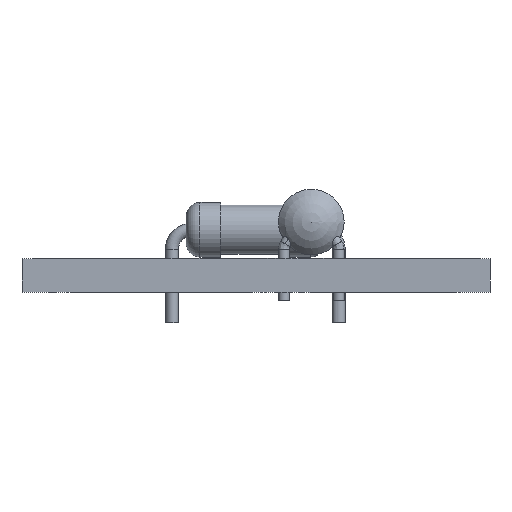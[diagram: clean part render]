
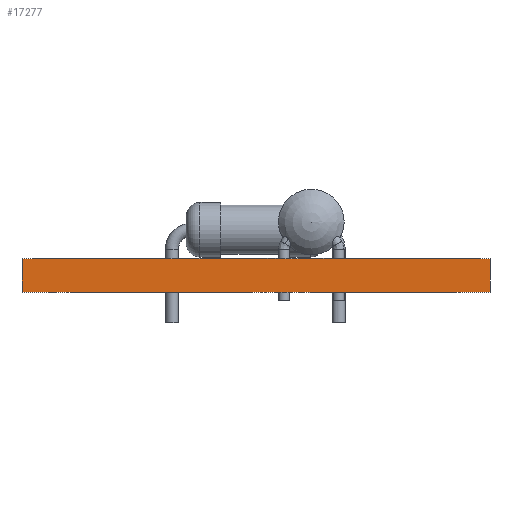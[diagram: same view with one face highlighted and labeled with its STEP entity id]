
A CAD part, front view. The second image highlights one B-rep face of the part: STEP entity #17277.
In plain terms, the highlighted planar face has unit normal (0, -1, 0).
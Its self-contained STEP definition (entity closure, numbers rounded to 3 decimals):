
#17277 = ADVANCED_FACE('',(#17278),#17312,.T.);
#17278 = FACE_BOUND('',#17279,.T.);
#17279 = EDGE_LOOP('',(#17280,#17290,#17298,#17306));
#17280 = ORIENTED_EDGE('',*,*,#17281,.T.);
#17281 = EDGE_CURVE('',#17282,#17284,#17286,.T.);
#17282 = VERTEX_POINT('',#17283);
#17283 = CARTESIAN_POINT('',(72.95,-58.43,0.));
#17284 = VERTEX_POINT('',#17285);
#17285 = CARTESIAN_POINT('',(72.95,-58.43,1.51));
#17286 = LINE('',#17287,#17288);
#17287 = CARTESIAN_POINT('',(72.95,-58.43,0.));
#17288 = VECTOR('',#17289,1.);
#17289 = DIRECTION('',(0.,0.,1.));
#17290 = ORIENTED_EDGE('',*,*,#17291,.T.);
#17291 = EDGE_CURVE('',#17284,#17292,#17294,.T.);
#17292 = VERTEX_POINT('',#17293);
#17293 = CARTESIAN_POINT('',(51.58,-58.43,1.51));
#17294 = LINE('',#17295,#17296);
#17295 = CARTESIAN_POINT('',(72.95,-58.43,1.51));
#17296 = VECTOR('',#17297,1.);
#17297 = DIRECTION('',(-1.,0.,0.));
#17298 = ORIENTED_EDGE('',*,*,#17299,.F.);
#17299 = EDGE_CURVE('',#17300,#17292,#17302,.T.);
#17300 = VERTEX_POINT('',#17301);
#17301 = CARTESIAN_POINT('',(51.58,-58.43,0.));
#17302 = LINE('',#17303,#17304);
#17303 = CARTESIAN_POINT('',(51.58,-58.43,0.));
#17304 = VECTOR('',#17305,1.);
#17305 = DIRECTION('',(0.,0.,1.));
#17306 = ORIENTED_EDGE('',*,*,#17307,.F.);
#17307 = EDGE_CURVE('',#17282,#17300,#17308,.T.);
#17308 = LINE('',#17309,#17310);
#17309 = CARTESIAN_POINT('',(72.95,-58.43,0.));
#17310 = VECTOR('',#17311,1.);
#17311 = DIRECTION('',(-1.,0.,0.));
#17312 = PLANE('',#17313);
#17313 = AXIS2_PLACEMENT_3D('',#17314,#17315,#17316);
#17314 = CARTESIAN_POINT('',(72.95,-58.43,0.));
#17315 = DIRECTION('',(0.,-1.,0.));
#17316 = DIRECTION('',(-1.,0.,0.));
